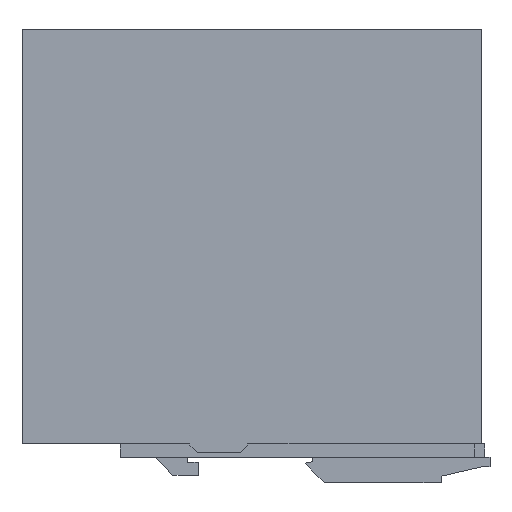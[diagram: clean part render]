
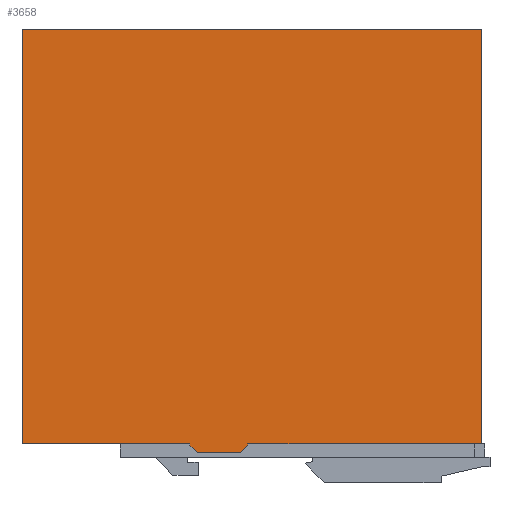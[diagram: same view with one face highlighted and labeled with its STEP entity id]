
A CAD part, left-side view. The second image highlights one B-rep face of the part: STEP entity #3658.
In plain terms, the highlighted planar face has unit normal (-1, 0, 0).
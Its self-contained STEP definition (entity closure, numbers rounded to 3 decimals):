
#29 = VECTOR ( 'NONE', #7609, 1000. ) ;
#52 = CARTESIAN_POINT ( 'NONE',  ( -21., 1.1, -115. ) ) ;
#93 = CARTESIAN_POINT ( 'NONE',  ( -21., 15.1, -117. ) ) ;
#121 = CARTESIAN_POINT ( 'NONE',  ( -21., 3.1, -117. ) ) ;
#191 = VERTEX_POINT ( 'NONE', #528 ) ;
#330 = VERTEX_POINT ( 'NONE', #2846 ) ;
#372 = EDGE_CURVE ( 'NONE', #6894, #8870, #6333, .T. ) ;
#528 = CARTESIAN_POINT ( 'NONE',  ( -21., 3.1, -117. ) ) ;
#548 = VECTOR ( 'NONE', #1830, 1000. ) ;
#617 = ORIENTED_EDGE ( 'NONE', *, *, #5096, .F. ) ;
#754 = FACE_OUTER_BOUND ( 'NONE', #4797, .T. ) ;
#1107 = EDGE_CURVE ( 'NONE', #4460, #5789, #7996, .T. ) ;
#1148 = LINE ( 'NONE', #121, #8958 ) ;
#1152 = LINE ( 'NONE', #9001, #2371 ) ;
#1287 = LINE ( 'NONE', #5539, #548 ) ;
#1299 = CARTESIAN_POINT ( 'NONE',  ( -21., 15.1, -117. ) ) ;
#1366 = LINE ( 'NONE', #2934, #29 ) ;
#1579 = LINE ( 'NONE', #2012, #9491 ) ;
#1830 = DIRECTION ( 'NONE',  ( 0., 0., 1. ) ) ;
#2012 = CARTESIAN_POINT ( 'NONE',  ( -21., 63.5, 0. ) ) ;
#2021 = LINE ( 'NONE', #8920, #4555 ) ;
#2076 = EDGE_CURVE ( 'NONE', #6894, #330, #5336, .T. ) ;
#2124 = DIRECTION ( 'NONE',  ( 0., 1., 0. ) ) ;
#2371 = VECTOR ( 'NONE', #9623, 1000. ) ;
#2465 = DIRECTION ( 'NONE',  ( 0., -0.707, -0.707 ) ) ;
#2536 = ORIENTED_EDGE ( 'NONE', *, *, #3675, .T. ) ;
#2657 = EDGE_CURVE ( 'NONE', #191, #5789, #1366, .T. ) ;
#2741 = VERTEX_POINT ( 'NONE', #52 ) ;
#2846 = CARTESIAN_POINT ( 'NONE',  ( -21., -63.5, 0. ) ) ;
#2934 = CARTESIAN_POINT ( 'NONE',  ( -21., 17.1, -117. ) ) ;
#2994 = CARTESIAN_POINT ( 'NONE',  ( -21., 63.5, 0. ) ) ;
#3049 = DIRECTION ( 'NONE',  ( 0., 0., 1. ) ) ;
#3053 = ORIENTED_EDGE ( 'NONE', *, *, #1107, .T. ) ;
#3197 = VECTOR ( 'NONE', #3049, 1000. ) ;
#3658 = ADVANCED_FACE ( 'NONE', ( #754 ), #4239, .F. ) ;
#3675 = EDGE_CURVE ( 'NONE', #6504, #6798, #1579, .T. ) ;
#3716 = ORIENTED_EDGE ( 'NONE', *, *, #8099, .F. ) ;
#3815 = CARTESIAN_POINT ( 'NONE',  ( -21., 17.1, -115. ) ) ;
#3872 = EDGE_CURVE ( 'NONE', #2741, #8870, #5886, .T. ) ;
#4239 = PLANE ( 'NONE',  #5750 ) ;
#4347 = DIRECTION ( 'NONE',  ( 0., 1., 0. ) ) ;
#4447 = ORIENTED_EDGE ( 'NONE', *, *, #2076, .T. ) ;
#4460 = VERTEX_POINT ( 'NONE', #3815 ) ;
#4555 = VECTOR ( 'NONE', #4347, 1000. ) ;
#4704 = VECTOR ( 'NONE', #6639, 1000. ) ;
#4797 = EDGE_LOOP ( 'NONE', ( #3716, #3053, #6976, #5391, #5613, #8692, #4447, #7670, #2536, #617 ) ) ;
#5027 = DIRECTION ( 'NONE',  ( 0., 0., -1. ) ) ;
#5096 = EDGE_CURVE ( 'NONE', #9911, #6798, #2021, .T. ) ;
#5147 = CARTESIAN_POINT ( 'NONE',  ( -21., -63.5, -114.5 ) ) ;
#5192 = CARTESIAN_POINT ( 'NONE',  ( -21., 1.1, -117. ) ) ;
#5336 = LINE ( 'NONE', #6085, #3197 ) ;
#5391 = ORIENTED_EDGE ( 'NONE', *, *, #6025, .T. ) ;
#5539 = CARTESIAN_POINT ( 'NONE',  ( -21., 17.1, -117. ) ) ;
#5613 = ORIENTED_EDGE ( 'NONE', *, *, #3872, .T. ) ;
#5750 = AXIS2_PLACEMENT_3D ( 'NONE', #8015, #9647, #5027 ) ;
#5761 = DIRECTION ( 'NONE',  ( 0., 0., -1. ) ) ;
#5789 = VERTEX_POINT ( 'NONE', #1299 ) ;
#5886 = LINE ( 'NONE', #5192, #4704 ) ;
#6025 = EDGE_CURVE ( 'NONE', #191, #2741, #1148, .T. ) ;
#6085 = CARTESIAN_POINT ( 'NONE',  ( -21., -63.5, 0. ) ) ;
#6333 = LINE ( 'NONE', #7558, #6576 ) ;
#6504 = VERTEX_POINT ( 'NONE', #2994 ) ;
#6524 = CARTESIAN_POINT ( 'NONE',  ( -21., 17.1, -114.5 ) ) ;
#6576 = VECTOR ( 'NONE', #2124, 1000. ) ;
#6583 = CARTESIAN_POINT ( 'NONE',  ( -21., 1.1, -114.5 ) ) ;
#6639 = DIRECTION ( 'NONE',  ( 0., 0., 1. ) ) ;
#6798 = VERTEX_POINT ( 'NONE', #7341 ) ;
#6894 = VERTEX_POINT ( 'NONE', #5147 ) ;
#6976 = ORIENTED_EDGE ( 'NONE', *, *, #2657, .F. ) ;
#7341 = CARTESIAN_POINT ( 'NONE',  ( -21., 63.5, -114.5 ) ) ;
#7558 = CARTESIAN_POINT ( 'NONE',  ( -21., 63.5, -114.5 ) ) ;
#7609 = DIRECTION ( 'NONE',  ( 0., 1., 0. ) ) ;
#7670 = ORIENTED_EDGE ( 'NONE', *, *, #8887, .T. ) ;
#7848 = DIRECTION ( 'NONE',  ( 0., -0.707, 0.707 ) ) ;
#7996 = LINE ( 'NONE', #93, #9791 ) ;
#8015 = CARTESIAN_POINT ( 'NONE',  ( -21., 0., 0. ) ) ;
#8099 = EDGE_CURVE ( 'NONE', #4460, #9911, #1287, .T. ) ;
#8692 = ORIENTED_EDGE ( 'NONE', *, *, #372, .F. ) ;
#8870 = VERTEX_POINT ( 'NONE', #6583 ) ;
#8887 = EDGE_CURVE ( 'NONE', #330, #6504, #1152, .T. ) ;
#8920 = CARTESIAN_POINT ( 'NONE',  ( -21., 63.5, -114.5 ) ) ;
#8958 = VECTOR ( 'NONE', #7848, 1000. ) ;
#9001 = CARTESIAN_POINT ( 'NONE',  ( -21., 0., 0. ) ) ;
#9491 = VECTOR ( 'NONE', #5761, 1000. ) ;
#9623 = DIRECTION ( 'NONE',  ( 0., 1., 0. ) ) ;
#9647 = DIRECTION ( 'NONE',  ( 1., 0., 0. ) ) ;
#9791 = VECTOR ( 'NONE', #2465, 1000. ) ;
#9911 = VERTEX_POINT ( 'NONE', #6524 ) ;
